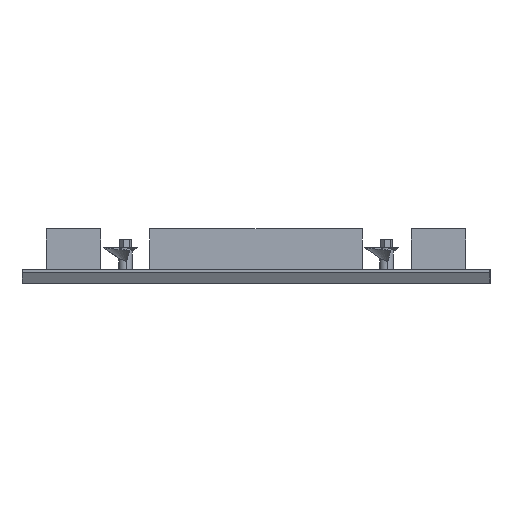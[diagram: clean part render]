
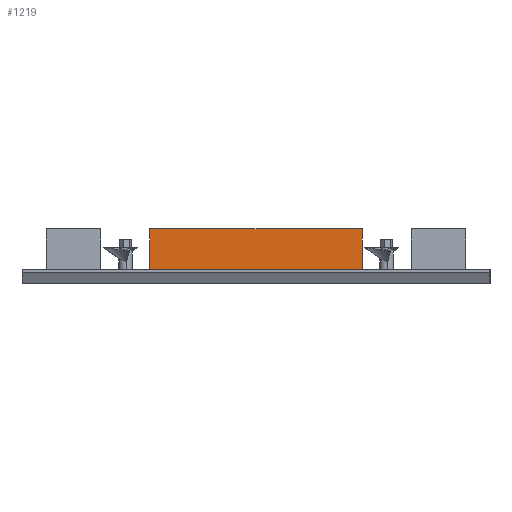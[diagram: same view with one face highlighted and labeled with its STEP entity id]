
A CAD part, left-side view. The second image highlights one B-rep face of the part: STEP entity #1219.
In plain terms, the highlighted planar face has unit normal (-1, 0, 0).
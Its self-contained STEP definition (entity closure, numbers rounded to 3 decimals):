
#118 = CARTESIAN_POINT ( 'NONE',  ( -103.5, 125., 15. ) ) ;
#144 = DIRECTION ( 'NONE',  ( 0., 1., 0. ) ) ;
#213 = DIRECTION ( 'NONE',  ( 0., 1., 0. ) ) ;
#217 = CARTESIAN_POINT ( 'NONE',  ( -103.5, 47., 15. ) ) ;
#437 = ORIENTED_EDGE ( 'NONE', *, *, #2935, .F. ) ;
#445 = LINE ( 'NONE', #723, #482 ) ;
#482 = VECTOR ( 'NONE', #213, 1000. ) ;
#624 = FACE_OUTER_BOUND ( 'NONE', #2963, .T. ) ;
#723 = CARTESIAN_POINT ( 'NONE',  ( -103.5, 125., 0. ) ) ;
#886 = VECTOR ( 'NONE', #144, 1000. ) ;
#1128 = LINE ( 'NONE', #118, #2929 ) ;
#1160 = ORIENTED_EDGE ( 'NONE', *, *, #3231, .F. ) ;
#1195 = PLANE ( 'NONE',  #3199 ) ;
#1219 = ADVANCED_FACE ( 'NONE', ( #624 ), #1195, .T. ) ;
#1368 = LINE ( 'NONE', #3136, #886 ) ;
#1536 = CARTESIAN_POINT ( 'NONE',  ( -103.5, 125., 0. ) ) ;
#1554 = VERTEX_POINT ( 'NONE', #2344 ) ;
#1563 = VECTOR ( 'NONE', #1942, 1000. ) ;
#1942 = DIRECTION ( 'NONE',  ( 0., 0., -1. ) ) ;
#1997 = VERTEX_POINT ( 'NONE', #2164 ) ;
#2007 = EDGE_CURVE ( 'NONE', #1997, #2158, #1128, .T. ) ;
#2158 = VERTEX_POINT ( 'NONE', #1536 ) ;
#2164 = CARTESIAN_POINT ( 'NONE',  ( -103.5, 125., 15. ) ) ;
#2277 = EDGE_CURVE ( 'NONE', #2319, #1997, #1368, .T. ) ;
#2319 = VERTEX_POINT ( 'NONE', #3230 ) ;
#2344 = CARTESIAN_POINT ( 'NONE',  ( -103.5, 47., 0. ) ) ;
#2382 = DIRECTION ( 'NONE',  ( -1., 0., 0. ) ) ;
#2496 = ORIENTED_EDGE ( 'NONE', *, *, #2277, .T. ) ;
#2731 = LINE ( 'NONE', #217, #1563 ) ;
#2929 = VECTOR ( 'NONE', #3114, 1000. ) ;
#2935 = EDGE_CURVE ( 'NONE', #2319, #1554, #2731, .T. ) ;
#2963 = EDGE_LOOP ( 'NONE', ( #1160, #437, #2496, #3072 ) ) ;
#3072 = ORIENTED_EDGE ( 'NONE', *, *, #2007, .T. ) ;
#3114 = DIRECTION ( 'NONE',  ( 0., 0., -1. ) ) ;
#3120 = DIRECTION ( 'NONE',  ( 0., 0., 1. ) ) ;
#3134 = CARTESIAN_POINT ( 'NONE',  ( -103.5, 125., 15. ) ) ;
#3136 = CARTESIAN_POINT ( 'NONE',  ( -103.5, 125., 15. ) ) ;
#3199 = AXIS2_PLACEMENT_3D ( 'NONE', #3134, #2382, #3120 ) ;
#3230 = CARTESIAN_POINT ( 'NONE',  ( -103.5, 47., 15. ) ) ;
#3231 = EDGE_CURVE ( 'NONE', #1554, #2158, #445, .T. ) ;
